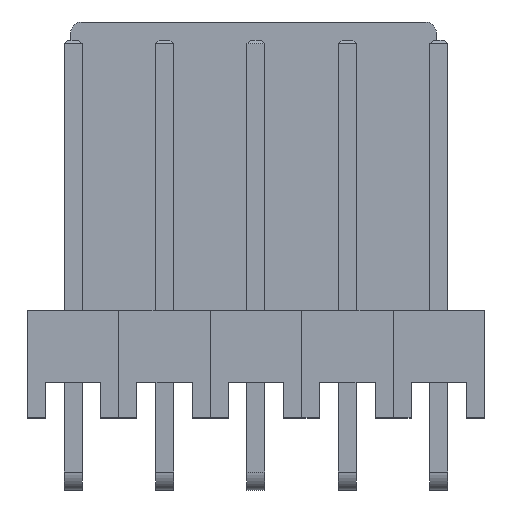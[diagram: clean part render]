
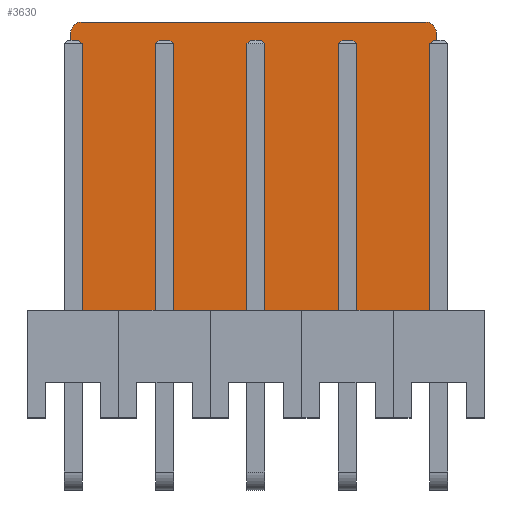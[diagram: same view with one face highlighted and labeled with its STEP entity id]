
A CAD part, front view. The second image highlights one B-rep face of the part: STEP entity #3630.
In plain terms, the highlighted face is planar.
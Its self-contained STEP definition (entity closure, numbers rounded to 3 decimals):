
#3280 = PLANE('',#3281);
#3281 = AXIS2_PLACEMENT_3D('',#3282,#3283,#3284);
#3282 = CARTESIAN_POINT('',(11.36,3.,0.));
#3283 = DIRECTION('',(-1.,0.,0.));
#3284 = DIRECTION('',(0.,1.,0.));
#3305 = VERTEX_POINT('',#3306);
#3306 = CARTESIAN_POINT('',(11.36,3.,1.));
#3320 = PLANE('',#3321);
#3321 = AXIS2_PLACEMENT_3D('',#3322,#3323,#3324);
#3322 = CARTESIAN_POINT('',(1.2,3.,0.));
#3323 = DIRECTION('',(0.,1.,0.));
#3324 = DIRECTION('',(1.,0.,0.));
#3332 = EDGE_CURVE('',#3305,#3333,#3335,.T.);
#3333 = VERTEX_POINT('',#3334);
#3334 = CARTESIAN_POINT('',(11.36,10.7,1.));
#3335 = SURFACE_CURVE('',#3336,(#3340,#3347),.PCURVE_S1.);
#3336 = LINE('',#3337,#3338);
#3337 = CARTESIAN_POINT('',(11.36,3.,1.));
#3338 = VECTOR('',#3339,1.);
#3339 = DIRECTION('',(0.,1.,0.));
#3340 = PCURVE('',#3280,#3341);
#3341 = DEFINITIONAL_REPRESENTATION('',(#3342),#3346);
#3342 = LINE('',#3343,#3344);
#3343 = CARTESIAN_POINT('',(0.,-1.));
#3344 = VECTOR('',#3345,1.);
#3345 = DIRECTION('',(1.,0.));
#3346 = ( GEOMETRIC_REPRESENTATION_CONTEXT(2) 
PARAMETRIC_REPRESENTATION_CONTEXT() REPRESENTATION_CONTEXT('2D SPACE',''
  ) );
#3347 = PCURVE('',#3348,#3353);
#3348 = PLANE('',#3349);
#3349 = AXIS2_PLACEMENT_3D('',#3350,#3351,#3352);
#3350 = CARTESIAN_POINT('',(11.36,3.,1.));
#3351 = DIRECTION('',(0.,0.,-1.));
#3352 = DIRECTION('',(0.,1.,0.));
#3353 = DEFINITIONAL_REPRESENTATION('',(#3354),#3358);
#3354 = LINE('',#3355,#3356);
#3355 = CARTESIAN_POINT('',(0.,0.));
#3356 = VECTOR('',#3357,1.);
#3357 = DIRECTION('',(1.,0.));
#3358 = ( GEOMETRIC_REPRESENTATION_CONTEXT(2) 
PARAMETRIC_REPRESENTATION_CONTEXT() REPRESENTATION_CONTEXT('2D SPACE',''
  ) );
#3374 = CYLINDRICAL_SURFACE('',#3375,0.3);
#3375 = AXIS2_PLACEMENT_3D('',#3376,#3377,#3378);
#3376 = CARTESIAN_POINT('',(11.06,10.7,0.));
#3377 = DIRECTION('',(0.,0.,1.));
#3378 = DIRECTION('',(1.,0.,-0.));
#3429 = PLANE('',#3430);
#3430 = AXIS2_PLACEMENT_3D('',#3431,#3432,#3433);
#3431 = CARTESIAN_POINT('',(1.2,11.,0.));
#3432 = DIRECTION('',(1.,0.,0.));
#3433 = DIRECTION('',(0.,-1.,0.));
#3462 = CYLINDRICAL_SURFACE('',#3463,0.3);
#3463 = AXIS2_PLACEMENT_3D('',#3464,#3465,#3466);
#3464 = CARTESIAN_POINT('',(1.5,10.7,0.));
#3465 = DIRECTION('',(0.,0.,1.));
#3466 = DIRECTION('',(-0.,1.,0.));
#3490 = PLANE('',#3491);
#3491 = AXIS2_PLACEMENT_3D('',#3492,#3493,#3494);
#3492 = CARTESIAN_POINT('',(11.36,11.,0.));
#3493 = DIRECTION('',(0.,-1.,0.));
#3494 = DIRECTION('',(-1.,0.,0.));
#3533 = VERTEX_POINT('',#3534);
#3534 = CARTESIAN_POINT('',(11.06,11.,1.));
#3555 = EDGE_CURVE('',#3333,#3533,#3556,.T.);
#3556 = SURFACE_CURVE('',#3557,(#3562,#3569),.PCURVE_S1.);
#3557 = CIRCLE('',#3558,0.3);
#3558 = AXIS2_PLACEMENT_3D('',#3559,#3560,#3561);
#3559 = CARTESIAN_POINT('',(11.06,10.7,1.));
#3560 = DIRECTION('',(0.,0.,1.));
#3561 = DIRECTION('',(0.,-1.,0.));
#3562 = PCURVE('',#3374,#3563);
#3563 = DEFINITIONAL_REPRESENTATION('',(#3564),#3568);
#3564 = LINE('',#3565,#3566);
#3565 = CARTESIAN_POINT('',(-1.571,1.));
#3566 = VECTOR('',#3567,1.);
#3567 = DIRECTION('',(1.,0.));
#3568 = ( GEOMETRIC_REPRESENTATION_CONTEXT(2) 
PARAMETRIC_REPRESENTATION_CONTEXT() REPRESENTATION_CONTEXT('2D SPACE',''
  ) );
#3569 = PCURVE('',#3348,#3570);
#3570 = DEFINITIONAL_REPRESENTATION('',(#3571),#3579);
#3571 = ( BOUNDED_CURVE() B_SPLINE_CURVE(2,(#3572,#3573,#3574,#3575,
#3576,#3577,#3578),.UNSPECIFIED.,.F.,.F.) B_SPLINE_CURVE_WITH_KNOTS((1,2
    ,2,2,2,1),(-2.094,0.,2.094,4.189,
6.283,8.378),.UNSPECIFIED.) CURVE() 
GEOMETRIC_REPRESENTATION_ITEM() RATIONAL_B_SPLINE_CURVE((1.,0.5,1.,0.5,
1.,0.5,1.)) REPRESENTATION_ITEM('') );
#3572 = CARTESIAN_POINT('',(7.4,-0.3));
#3573 = CARTESIAN_POINT('',(7.4,0.22));
#3574 = CARTESIAN_POINT('',(7.85,-0.04));
#3575 = CARTESIAN_POINT('',(8.3,-0.3));
#3576 = CARTESIAN_POINT('',(7.85,-0.56));
#3577 = CARTESIAN_POINT('',(7.4,-0.82));
#3578 = CARTESIAN_POINT('',(7.4,-0.3));
#3579 = ( GEOMETRIC_REPRESENTATION_CONTEXT(2) 
PARAMETRIC_REPRESENTATION_CONTEXT() REPRESENTATION_CONTEXT('2D SPACE',''
  ) );
#3586 = VERTEX_POINT('',#3587);
#3587 = CARTESIAN_POINT('',(1.2,3.,1.));
#3608 = EDGE_CURVE('',#3586,#3305,#3609,.T.);
#3609 = SURFACE_CURVE('',#3610,(#3614,#3621),.PCURVE_S1.);
#3610 = LINE('',#3611,#3612);
#3611 = CARTESIAN_POINT('',(1.2,3.,1.));
#3612 = VECTOR('',#3613,1.);
#3613 = DIRECTION('',(1.,0.,0.));
#3614 = PCURVE('',#3320,#3615);
#3615 = DEFINITIONAL_REPRESENTATION('',(#3616),#3620);
#3616 = LINE('',#3617,#3618);
#3617 = CARTESIAN_POINT('',(0.,-1.));
#3618 = VECTOR('',#3619,1.);
#3619 = DIRECTION('',(1.,0.));
#3620 = ( GEOMETRIC_REPRESENTATION_CONTEXT(2) 
PARAMETRIC_REPRESENTATION_CONTEXT() REPRESENTATION_CONTEXT('2D SPACE',''
  ) );
#3621 = PCURVE('',#3348,#3622);
#3622 = DEFINITIONAL_REPRESENTATION('',(#3623),#3627);
#3623 = LINE('',#3624,#3625);
#3624 = CARTESIAN_POINT('',(0.,-10.16));
#3625 = VECTOR('',#3626,1.);
#3626 = DIRECTION('',(0.,1.));
#3627 = ( GEOMETRIC_REPRESENTATION_CONTEXT(2) 
PARAMETRIC_REPRESENTATION_CONTEXT() REPRESENTATION_CONTEXT('2D SPACE',''
  ) );
#3630 = ADVANCED_FACE('',(#3631),#3348,.F.);
#3631 = FACE_BOUND('',#3632,.F.);
#3632 = EDGE_LOOP('',(#3633,#3634,#3635,#3658,#3686,#3707));
#3633 = ORIENTED_EDGE('',*,*,#3332,.F.);
#3634 = ORIENTED_EDGE('',*,*,#3608,.F.);
#3635 = ORIENTED_EDGE('',*,*,#3636,.F.);
#3636 = EDGE_CURVE('',#3637,#3586,#3639,.T.);
#3637 = VERTEX_POINT('',#3638);
#3638 = CARTESIAN_POINT('',(1.2,10.7,1.));
#3639 = SURFACE_CURVE('',#3640,(#3644,#3651),.PCURVE_S1.);
#3640 = LINE('',#3641,#3642);
#3641 = CARTESIAN_POINT('',(1.2,11.,1.));
#3642 = VECTOR('',#3643,1.);
#3643 = DIRECTION('',(0.,-1.,0.));
#3644 = PCURVE('',#3348,#3645);
#3645 = DEFINITIONAL_REPRESENTATION('',(#3646),#3650);
#3646 = LINE('',#3647,#3648);
#3647 = CARTESIAN_POINT('',(8.,-10.16));
#3648 = VECTOR('',#3649,1.);
#3649 = DIRECTION('',(-1.,0.));
#3650 = ( GEOMETRIC_REPRESENTATION_CONTEXT(2) 
PARAMETRIC_REPRESENTATION_CONTEXT() REPRESENTATION_CONTEXT('2D SPACE',''
  ) );
#3651 = PCURVE('',#3429,#3652);
#3652 = DEFINITIONAL_REPRESENTATION('',(#3653),#3657);
#3653 = LINE('',#3654,#3655);
#3654 = CARTESIAN_POINT('',(0.,-1.));
#3655 = VECTOR('',#3656,1.);
#3656 = DIRECTION('',(1.,0.));
#3657 = ( GEOMETRIC_REPRESENTATION_CONTEXT(2) 
PARAMETRIC_REPRESENTATION_CONTEXT() REPRESENTATION_CONTEXT('2D SPACE',''
  ) );
#3658 = ORIENTED_EDGE('',*,*,#3659,.F.);
#3659 = EDGE_CURVE('',#3660,#3637,#3662,.T.);
#3660 = VERTEX_POINT('',#3661);
#3661 = CARTESIAN_POINT('',(1.5,11.,1.));
#3662 = SURFACE_CURVE('',#3663,(#3668,#3679),.PCURVE_S1.);
#3663 = CIRCLE('',#3664,0.3);
#3664 = AXIS2_PLACEMENT_3D('',#3665,#3666,#3667);
#3665 = CARTESIAN_POINT('',(1.5,10.7,1.));
#3666 = DIRECTION('',(0.,0.,1.));
#3667 = DIRECTION('',(0.,-1.,0.));
#3668 = PCURVE('',#3348,#3669);
#3669 = DEFINITIONAL_REPRESENTATION('',(#3670),#3678);
#3670 = ( BOUNDED_CURVE() B_SPLINE_CURVE(2,(#3671,#3672,#3673,#3674,
#3675,#3676,#3677),.UNSPECIFIED.,.F.,.F.) B_SPLINE_CURVE_WITH_KNOTS((1,2
    ,2,2,2,1),(-2.094,0.,2.094,4.189,
6.283,8.378),.UNSPECIFIED.) CURVE() 
GEOMETRIC_REPRESENTATION_ITEM() RATIONAL_B_SPLINE_CURVE((1.,0.5,1.,0.5,
1.,0.5,1.)) REPRESENTATION_ITEM('') );
#3671 = CARTESIAN_POINT('',(7.4,-9.86));
#3672 = CARTESIAN_POINT('',(7.4,-9.34));
#3673 = CARTESIAN_POINT('',(7.85,-9.6));
#3674 = CARTESIAN_POINT('',(8.3,-9.86));
#3675 = CARTESIAN_POINT('',(7.85,-10.12));
#3676 = CARTESIAN_POINT('',(7.4,-10.38));
#3677 = CARTESIAN_POINT('',(7.4,-9.86));
#3678 = ( GEOMETRIC_REPRESENTATION_CONTEXT(2) 
PARAMETRIC_REPRESENTATION_CONTEXT() REPRESENTATION_CONTEXT('2D SPACE',''
  ) );
#3679 = PCURVE('',#3462,#3680);
#3680 = DEFINITIONAL_REPRESENTATION('',(#3681),#3685);
#3681 = LINE('',#3682,#3683);
#3682 = CARTESIAN_POINT('',(-3.142,1.));
#3683 = VECTOR('',#3684,1.);
#3684 = DIRECTION('',(1.,0.));
#3685 = ( GEOMETRIC_REPRESENTATION_CONTEXT(2) 
PARAMETRIC_REPRESENTATION_CONTEXT() REPRESENTATION_CONTEXT('2D SPACE',''
  ) );
#3686 = ORIENTED_EDGE('',*,*,#3687,.F.);
#3687 = EDGE_CURVE('',#3533,#3660,#3688,.T.);
#3688 = SURFACE_CURVE('',#3689,(#3693,#3700),.PCURVE_S1.);
#3689 = LINE('',#3690,#3691);
#3690 = CARTESIAN_POINT('',(11.36,11.,1.));
#3691 = VECTOR('',#3692,1.);
#3692 = DIRECTION('',(-1.,0.,0.));
#3693 = PCURVE('',#3348,#3694);
#3694 = DEFINITIONAL_REPRESENTATION('',(#3695),#3699);
#3695 = LINE('',#3696,#3697);
#3696 = CARTESIAN_POINT('',(8.,0.));
#3697 = VECTOR('',#3698,1.);
#3698 = DIRECTION('',(0.,-1.));
#3699 = ( GEOMETRIC_REPRESENTATION_CONTEXT(2) 
PARAMETRIC_REPRESENTATION_CONTEXT() REPRESENTATION_CONTEXT('2D SPACE',''
  ) );
#3700 = PCURVE('',#3490,#3701);
#3701 = DEFINITIONAL_REPRESENTATION('',(#3702),#3706);
#3702 = LINE('',#3703,#3704);
#3703 = CARTESIAN_POINT('',(0.,-1.));
#3704 = VECTOR('',#3705,1.);
#3705 = DIRECTION('',(1.,0.));
#3706 = ( GEOMETRIC_REPRESENTATION_CONTEXT(2) 
PARAMETRIC_REPRESENTATION_CONTEXT() REPRESENTATION_CONTEXT('2D SPACE',''
  ) );
#3707 = ORIENTED_EDGE('',*,*,#3555,.F.);
